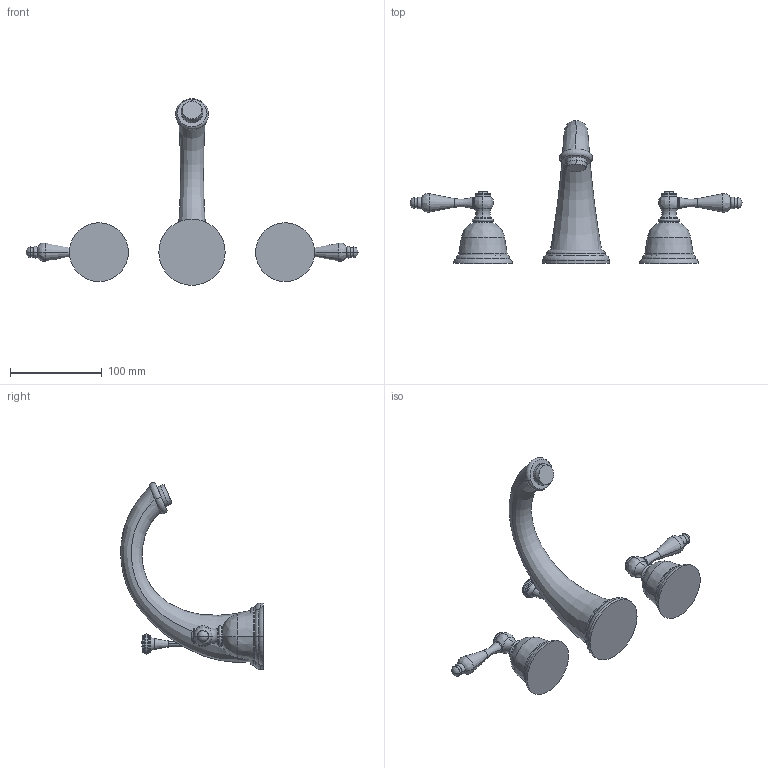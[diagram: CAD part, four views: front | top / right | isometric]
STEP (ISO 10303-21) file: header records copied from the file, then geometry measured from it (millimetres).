
FILE_DESCRIPTION((''),'2;1');
FILE_NAME('800C','2020-11-25T13:49:10',('jinson.thomas'),(''),'CREO PARAMETRIC BY PTC INC, 2018400','CREO PARAMETRIC BY PTC INC, 2018400','');
FILE_SCHEMA(('CONFIG_CONTROL_DESIGN'));
Length unit declared in the file: inch
Products named in the file (1): 800C
Bounding box: 362.56 x 155.99 x 203.88 mm (x, y, z)
Volume: 500973 mm3; surface area: 71185.6 mm2
Topology: 3 solids, 3 shells, 166 faces, 346 edges, 195 vertices
Faces by surface type: torus 58, cylinder 40, plane 23, bspline 21, cone 18, sphere 6
Entity records: 5257 total; most frequent: CARTESIAN_POINT 1640, DIRECTION 870, ORIENTED_EDGE 680, AXIS2_PLACEMENT_3D 406, EDGE_CURVE 340, CIRCLE 261, VERTEX_POINT 195, EDGE_LOOP 181
